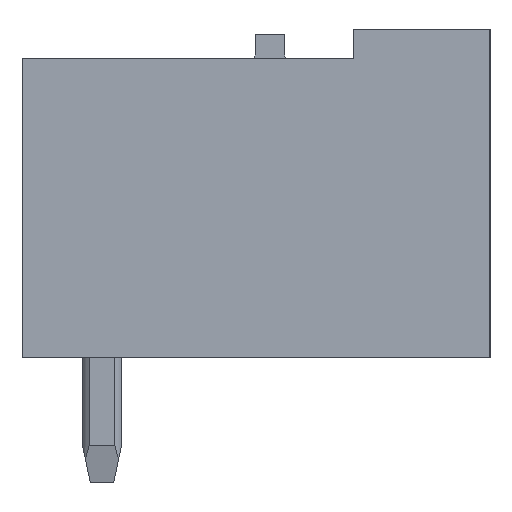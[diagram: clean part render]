
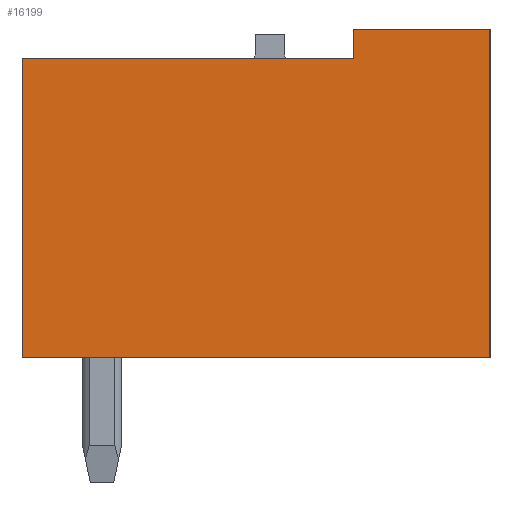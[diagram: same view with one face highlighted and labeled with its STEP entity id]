
A CAD part, left-side view. The second image highlights one B-rep face of the part: STEP entity #16199.
In plain terms, the highlighted planar face has unit normal (-1, 0, 0).
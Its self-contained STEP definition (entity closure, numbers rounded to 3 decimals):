
#16189=AXIS2_PLACEMENT_3D('Plane Axis2P3D',#16186,#16187,#16188) ;
#269=CARTESIAN_POINT('Vertex',(0.,3.5,11.63)) ;
#272=CARTESIAN_POINT('Line Origine',(0.,1.75,11.63)) ;
#276=CARTESIAN_POINT('Vertex',(0.,0.,11.63)) ;
#911=CARTESIAN_POINT('Vertex',(0.,12.,10.88)) ;
#914=CARTESIAN_POINT('Line Origine',(0.,7.75,10.88)) ;
#918=CARTESIAN_POINT('Vertex',(0.,3.5,10.88)) ;
#1521=CARTESIAN_POINT('Vertex',(0.,12.,3.2)) ;
#1524=CARTESIAN_POINT('Line Origine',(0.,12.,7.04)) ;
#1588=CARTESIAN_POINT('Vertex',(0.,0.,3.2)) ;
#1591=CARTESIAN_POINT('Line Origine',(0.,6.,3.2)) ;
#8126=CARTESIAN_POINT('Line Origine',(0.,0.,7.415)) ;
#15528=CARTESIAN_POINT('Line Origine',(0.,3.5,11.255)) ;
#16186=CARTESIAN_POINT('Axis2P3D Location',(0.,0.,0.)) ;
#273=DIRECTION('Vector Direction',(0.,-1.,0.)) ;
#915=DIRECTION('Vector Direction',(0.,1.,0.)) ;
#1525=DIRECTION('Vector Direction',(0.,0.,1.)) ;
#1592=DIRECTION('Vector Direction',(0.,1.,0.)) ;
#8127=DIRECTION('Vector Direction',(0.,0.,-1.)) ;
#15529=DIRECTION('Vector Direction',(0.,0.,1.)) ;
#16187=DIRECTION('Axis2P3D Direction',(-1.,0.,0.)) ;
#16188=DIRECTION('Axis2P3D XDirection',(0.,-1.,0.)) ;
#274=VECTOR('Line Direction',#273,1.) ;
#916=VECTOR('Line Direction',#915,1.) ;
#1526=VECTOR('Line Direction',#1525,1.) ;
#1593=VECTOR('Line Direction',#1592,1.) ;
#8128=VECTOR('Line Direction',#8127,1.) ;
#15530=VECTOR('Line Direction',#15529,1.) ;
#16192=ORIENTED_EDGE('',*,*,#8130,.T.) ;
#16193=ORIENTED_EDGE('',*,*,#278,.T.) ;
#16194=ORIENTED_EDGE('',*,*,#15532,.T.) ;
#16195=ORIENTED_EDGE('',*,*,#920,.T.) ;
#16196=ORIENTED_EDGE('',*,*,#1528,.T.) ;
#16197=ORIENTED_EDGE('',*,*,#1595,.T.) ;
#16199=ADVANCED_FACE('Housing',(#16198),#16190,.T.) ;
#278=EDGE_CURVE('',#277,#270,#275,.F.) ;
#920=EDGE_CURVE('',#919,#912,#917,.T.) ;
#1528=EDGE_CURVE('',#912,#1522,#1527,.F.) ;
#1595=EDGE_CURVE('',#1522,#1589,#1594,.F.) ;
#8130=EDGE_CURVE('',#1589,#277,#8129,.F.) ;
#15532=EDGE_CURVE('',#270,#919,#15531,.F.) ;
#16191=EDGE_LOOP('',(#16192,#16193,#16194,#16195,#16196,#16197)) ;
#16198=FACE_OUTER_BOUND('',#16191,.T.) ;
#275=LINE('Line',#272,#274) ;
#917=LINE('Line',#914,#916) ;
#1527=LINE('Line',#1524,#1526) ;
#1594=LINE('Line',#1591,#1593) ;
#8129=LINE('Line',#8126,#8128) ;
#15531=LINE('Line',#15528,#15530) ;
#16190=PLANE('',#16189) ;
#270=VERTEX_POINT('',#269) ;
#277=VERTEX_POINT('',#276) ;
#912=VERTEX_POINT('',#911) ;
#919=VERTEX_POINT('',#918) ;
#1522=VERTEX_POINT('',#1521) ;
#1589=VERTEX_POINT('',#1588) ;
